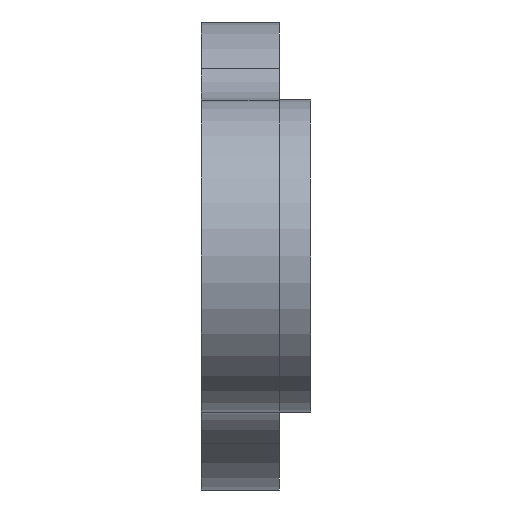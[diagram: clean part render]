
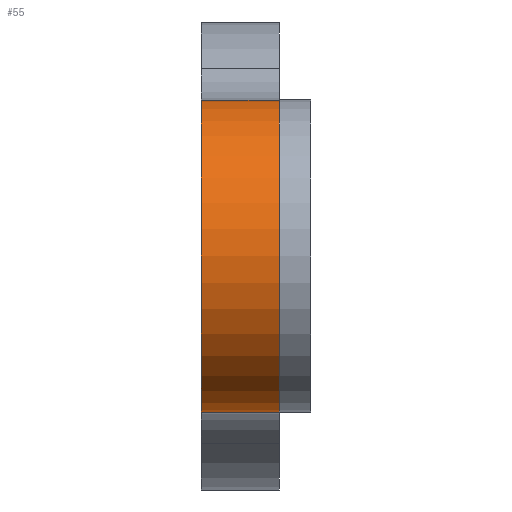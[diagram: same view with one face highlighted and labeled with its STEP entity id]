
A CAD part, left-side view. The second image highlights one B-rep face of the part: STEP entity #55.
In plain terms, the highlighted cylindrical face has radius 10 mm (diameter 20 mm), a partial arc.
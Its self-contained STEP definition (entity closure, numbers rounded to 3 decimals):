
#54 = AXIS2_PLACEMENT_3D ( 'NONE', #444, #839, #2190 ) ;
#55 = ADVANCED_FACE ( 'NONE', ( #1616 ), #1826, .T. ) ;
#228 = DIRECTION ( 'NONE',  ( 0., 0., 1. ) ) ;
#360 = CIRCLE ( 'NONE', #1804, 10. ) ;
#372 = ORIENTED_EDGE ( 'NONE', *, *, #1131, .T. ) ;
#411 = CARTESIAN_POINT ( 'NONE',  ( -105., 0., -10. ) ) ;
#444 = CARTESIAN_POINT ( 'NONE',  ( -105., 5., 0. ) ) ;
#457 = AXIS2_PLACEMENT_3D ( 'NONE', #1220, #2016, #228 ) ;
#562 = DIRECTION ( 'NONE',  ( 0., 1., 0. ) ) ;
#624 = DIRECTION ( 'NONE',  ( 0., -1., 0. ) ) ;
#645 = EDGE_LOOP ( 'NONE', ( #372, #2497, #1469, #2571 ) ) ;
#651 = CARTESIAN_POINT ( 'NONE',  ( -105., 5., 10. ) ) ;
#714 = CIRCLE ( 'NONE', #457, 10. ) ;
#839 = DIRECTION ( 'NONE',  ( 0., -1., 0. ) ) ;
#866 = DIRECTION ( 'NONE',  ( 0., -1., 0. ) ) ;
#948 = VERTEX_POINT ( 'NONE', #2444 ) ;
#965 = EDGE_CURVE ( 'NONE', #1339, #1537, #1250, .T. ) ;
#1032 = LINE ( 'NONE', #1688, #2570 ) ;
#1131 = EDGE_CURVE ( 'NONE', #2282, #1537, #360, .T. ) ;
#1220 = CARTESIAN_POINT ( 'NONE',  ( -105., 5., 0. ) ) ;
#1250 = LINE ( 'NONE', #651, #1789 ) ;
#1339 = VERTEX_POINT ( 'NONE', #2232 ) ;
#1469 = ORIENTED_EDGE ( 'NONE', *, *, #2197, .F. ) ;
#1537 = VERTEX_POINT ( 'NONE', #2341 ) ;
#1616 = FACE_OUTER_BOUND ( 'NONE', #645, .T. ) ;
#1688 = CARTESIAN_POINT ( 'NONE',  ( -105., 5., -10. ) ) ;
#1783 = EDGE_CURVE ( 'NONE', #948, #2282, #1032, .T. ) ;
#1789 = VECTOR ( 'NONE', #624, 1000. ) ;
#1804 = AXIS2_PLACEMENT_3D ( 'NONE', #2346, #562, #2007 ) ;
#1826 = CYLINDRICAL_SURFACE ( 'NONE', #54, 10. ) ;
#2007 = DIRECTION ( 'NONE',  ( 0., 0., 1. ) ) ;
#2016 = DIRECTION ( 'NONE',  ( 0., 1., 0. ) ) ;
#2190 = DIRECTION ( 'NONE',  ( 0., 0., -1. ) ) ;
#2197 = EDGE_CURVE ( 'NONE', #948, #1339, #714, .T. ) ;
#2232 = CARTESIAN_POINT ( 'NONE',  ( -105., 5., 10. ) ) ;
#2282 = VERTEX_POINT ( 'NONE', #411 ) ;
#2341 = CARTESIAN_POINT ( 'NONE',  ( -105., 0., 10. ) ) ;
#2346 = CARTESIAN_POINT ( 'NONE',  ( -105., 0., 0. ) ) ;
#2444 = CARTESIAN_POINT ( 'NONE',  ( -105., 5., -10. ) ) ;
#2497 = ORIENTED_EDGE ( 'NONE', *, *, #965, .F. ) ;
#2570 = VECTOR ( 'NONE', #866, 1000. ) ;
#2571 = ORIENTED_EDGE ( 'NONE', *, *, #1783, .T. ) ;
